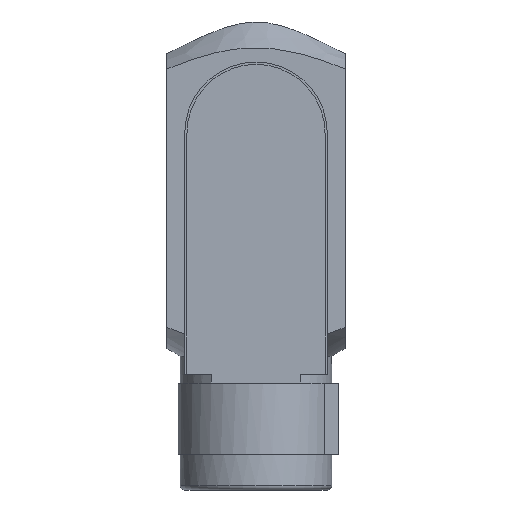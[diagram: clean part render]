
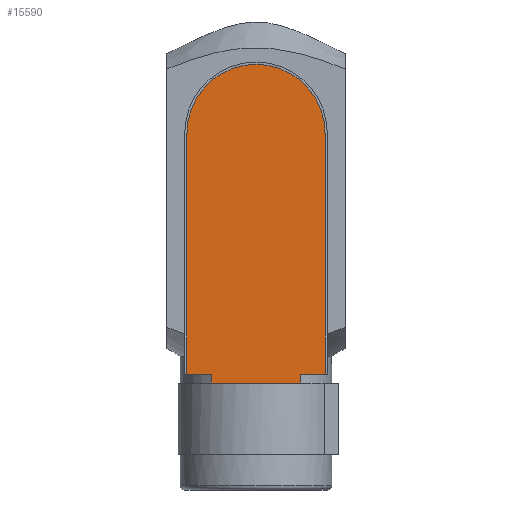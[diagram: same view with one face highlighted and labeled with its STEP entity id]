
A CAD part, left-side view. The second image highlights one B-rep face of the part: STEP entity #15590.
In plain terms, the highlighted planar face has unit normal (-1, 0, 0).
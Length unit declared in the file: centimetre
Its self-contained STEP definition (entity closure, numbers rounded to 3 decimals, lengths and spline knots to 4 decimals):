
#56=CIRCLE($,#15818,1.55);
#284=PLANE($,#15819);
#1129=FACE_OUTER_BOUND($,#2016,.T.);
#2016=EDGE_LOOP($,(#14029,#14030,#14031,#14032,#14033,#14034,#14035,#14036));
#3048=LINE($,#32869,#4091);
#3049=LINE($,#32872,#4092);
#3053=LINE($,#32882,#4096);
#3054=LINE($,#32884,#4097);
#3055=LINE($,#32886,#4098);
#3056=LINE($,#32888,#4099);
#3057=LINE($,#32889,#4100);
#4091=VECTOR($,#17263,5.4);
#4092=VECTOR($,#17266,0.55);
#4096=VECTOR($,#17278,5.4);
#4097=VECTOR($,#17279,0.55);
#4098=VECTOR($,#17280,0.2);
#4099=VECTOR($,#17281,2.);
#4100=VECTOR($,#17282,0.2);
#6948=VERTEX_POINT($,#32865);
#6949=VERTEX_POINT($,#32867);
#6950=VERTEX_POINT($,#32871);
#6951=VERTEX_POINT($,#32877);
#6952=VERTEX_POINT($,#32881);
#6953=VERTEX_POINT($,#32883);
#6954=VERTEX_POINT($,#32885);
#6955=VERTEX_POINT($,#32887);
#9299=EDGE_CURVE($,#6949,#6948,#3048,.T.);
#9300=EDGE_CURVE($,#6950,#6948,#3049,.T.);
#9304=EDGE_CURVE($,#6951,#6949,#56,.T.);
#9305=EDGE_CURVE($,#6951,#6952,#3053,.T.);
#9306=EDGE_CURVE($,#6952,#6953,#3054,.T.);
#9307=EDGE_CURVE($,#6953,#6954,#3055,.T.);
#9308=EDGE_CURVE($,#6954,#6955,#3056,.T.);
#9309=EDGE_CURVE($,#6950,#6955,#3057,.T.);
#14029=ORIENTED_EDGE($,*,*,#9299,.F.);
#14030=ORIENTED_EDGE($,*,*,#9304,.F.);
#14031=ORIENTED_EDGE($,*,*,#9305,.T.);
#14032=ORIENTED_EDGE($,*,*,#9306,.T.);
#14033=ORIENTED_EDGE($,*,*,#9307,.T.);
#14034=ORIENTED_EDGE($,*,*,#9308,.T.);
#14035=ORIENTED_EDGE($,*,*,#9309,.F.);
#14036=ORIENTED_EDGE($,*,*,#9300,.T.);
#15590=ADVANCED_FACE($,(#1129),#284,.F.);
#15818=AXIS2_PLACEMENT_3D($,#32879,#17274,#17275);
#15819=AXIS2_PLACEMENT_3D($,#32880,#17276,#17277);
#17263=DIRECTION($,(0.,0.,-1.));
#17266=DIRECTION($,(0.,-1.,0.));
#17274=DIRECTION('center_axis',(1.,0.,0.));
#17275=DIRECTION('ref_axis',(0.,0.,-1.));
#17276=DIRECTION('center_axis',(1.,0.,0.));
#17277=DIRECTION('ref_axis',(0.,0.,-1.));
#17278=DIRECTION($,(0.,0.,-1.));
#17279=DIRECTION($,(0.,-1.,0.));
#17280=DIRECTION($,(0.,0.,-1.));
#17281=DIRECTION($,(0.,-1.,0.));
#17282=DIRECTION($,(0.,0.,-1.));
#32865=CARTESIAN_POINT('',(-2.05,-1.55,0.2));
#32867=CARTESIAN_POINT('',(-2.05,-1.55,5.6));
#32869=CARTESIAN_POINT($,(-2.05,-1.55,5.6));
#32871=CARTESIAN_POINT('',(-2.05,-1.,0.2));
#32872=CARTESIAN_POINT($,(-2.05,-1.,0.2));
#32877=CARTESIAN_POINT('',(-2.05,1.55,5.6));
#32879=CARTESIAN_POINT('Origin',(-2.05,0.,5.6));
#32880=CARTESIAN_POINT('Origin',(-2.05,1.,0.2));
#32881=CARTESIAN_POINT('',(-2.05,1.55,0.2));
#32882=CARTESIAN_POINT($,(-2.05,1.55,5.6));
#32883=CARTESIAN_POINT('',(-2.05,1.,0.2));
#32884=CARTESIAN_POINT($,(-2.05,1.55,0.2));
#32885=CARTESIAN_POINT('',(-2.05,1.,0.));
#32886=CARTESIAN_POINT($,(-2.05,1.,0.2));
#32887=CARTESIAN_POINT('',(-2.05,-1.,0.));
#32888=CARTESIAN_POINT($,(-2.05,1.,0.));
#32889=CARTESIAN_POINT($,(-2.05,-1.,0.2));
